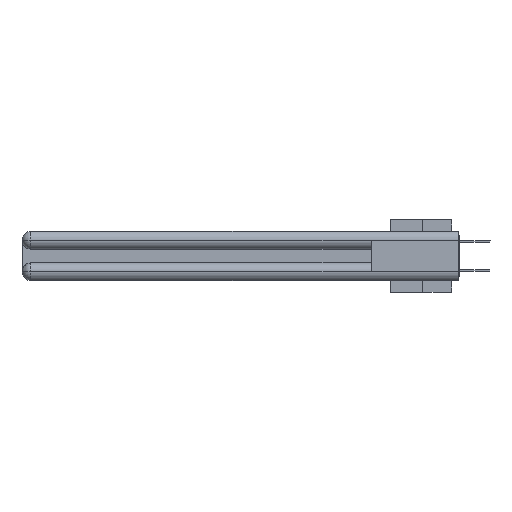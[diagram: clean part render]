
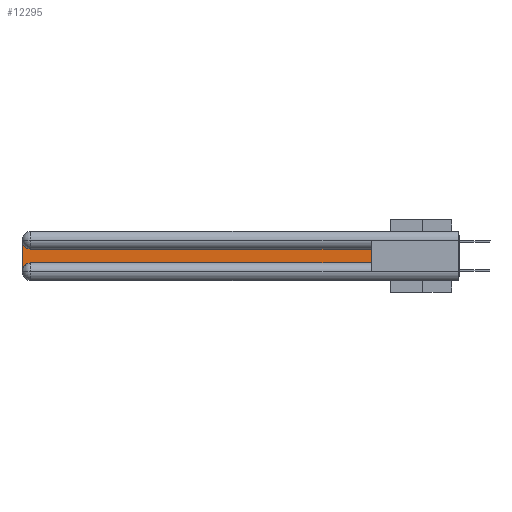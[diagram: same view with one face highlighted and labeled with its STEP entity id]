
A CAD part, left-side view. The second image highlights one B-rep face of the part: STEP entity #12295.
In plain terms, the highlighted planar face has unit normal (-1, 0, 0).
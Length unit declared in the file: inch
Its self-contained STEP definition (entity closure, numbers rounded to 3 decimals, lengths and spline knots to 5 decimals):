
#544 = VERTEX_POINT ( 'NONE', #8062 ) ;
#682 = CARTESIAN_POINT ( 'NONE',  ( 0.075, 3., -0.2175 ) ) ;
#1150 = DIRECTION ( 'NONE',  ( 0., 0., -1. ) ) ;
#1590 = CARTESIAN_POINT ( 'NONE',  ( 0.075, 0.6, -0.1225 ) ) ;
#2105 = AXIS2_PLACEMENT_3D ( 'NONE', #21722, #8984, #21919 ) ;
#3344 = LINE ( 'NONE', #682, #19309 ) ;
#4580 = ORIENTED_EDGE ( 'NONE', *, *, #23625, .T. ) ;
#4721 = CARTESIAN_POINT ( 'NONE',  ( 0.075, 3., -0.1225 ) ) ;
#5222 = CIRCLE ( 'NONE', #27612, 0.06 ) ;
#5611 = DIRECTION ( 'NONE',  ( 0., 0., -1. ) ) ;
#6664 = CARTESIAN_POINT ( 'NONE',  ( 0.075, 3., -0.0625 ) ) ;
#7062 = CARTESIAN_POINT ( 'NONE',  ( 0.075, 0.6, -0.1225 ) ) ;
#7242 = LINE ( 'NONE', #7336, #23584 ) ;
#7336 = CARTESIAN_POINT ( 'NONE',  ( 0.075, 0.6, -0.2175 ) ) ;
#8062 = CARTESIAN_POINT ( 'NONE',  ( 0.075, 3., -0.2775 ) ) ;
#8984 = DIRECTION ( 'NONE',  ( 1., 0., 0. ) ) ;
#9988 = ORIENTED_EDGE ( 'NONE', *, *, #23574, .T. ) ;
#10176 = ORIENTED_EDGE ( 'NONE', *, *, #10703, .T. ) ;
#10440 = VERTEX_POINT ( 'NONE', #30088 ) ;
#10703 = EDGE_CURVE ( 'NONE', #23234, #28844, #5222, .T. ) ;
#11927 = FACE_OUTER_BOUND ( 'NONE', #28771, .T. ) ;
#11990 = VECTOR ( 'NONE', #16980, 39.37008 ) ;
#12295 = ADVANCED_FACE ( 'NONE', ( #11927 ), #22562, .F. ) ;
#12318 = CARTESIAN_POINT ( 'NONE',  ( 0.075, 2.94, -0.2175 ) ) ;
#12389 = ORIENTED_EDGE ( 'NONE', *, *, #32272, .T. ) ;
#12674 = VERTEX_POINT ( 'NONE', #7062 ) ;
#14519 = VECTOR ( 'NONE', #30189, 39.37008 ) ;
#16980 = DIRECTION ( 'NONE',  ( 0., 1., 0. ) ) ;
#17522 = DIRECTION ( 'NONE',  ( 0., 0., -1. ) ) ;
#19052 = ORIENTED_EDGE ( 'NONE', *, *, #22124, .T. ) ;
#19309 = VECTOR ( 'NONE', #5611, 39.37008 ) ;
#19636 = EDGE_CURVE ( 'NONE', #10440, #12674, #7242, .T. ) ;
#20141 = DIRECTION ( 'NONE',  ( 0., 0., 1. ) ) ;
#20218 = DIRECTION ( 'NONE',  ( 1., 0., 0. ) ) ;
#20770 = CIRCLE ( 'NONE', #2105, 0.06 ) ;
#21306 = VERTEX_POINT ( 'NONE', #12318 ) ;
#21373 = CARTESIAN_POINT ( 'NONE',  ( 0.075, 2.94, -0.0625 ) ) ;
#21722 = CARTESIAN_POINT ( 'NONE',  ( 0.075, 2.94, -0.2775 ) ) ;
#21919 = DIRECTION ( 'NONE',  ( 0., 0., -1. ) ) ;
#22124 = EDGE_CURVE ( 'NONE', #28844, #544, #3344, .T. ) ;
#22561 = ORIENTED_EDGE ( 'NONE', *, *, #19636, .T. ) ;
#22562 = PLANE ( 'NONE',  #29997 ) ;
#23234 = VERTEX_POINT ( 'NONE', #30630 ) ;
#23574 = EDGE_CURVE ( 'NONE', #12674, #23234, #26002, .T. ) ;
#23584 = VECTOR ( 'NONE', #20141, 39.37008 ) ;
#23625 = EDGE_CURVE ( 'NONE', #544, #21306, #20770, .T. ) ;
#24611 = CARTESIAN_POINT ( 'NONE',  ( 0.075, 0.6, -0.2175 ) ) ;
#26002 = LINE ( 'NONE', #1590, #11990 ) ;
#27612 = AXIS2_PLACEMENT_3D ( 'NONE', #21373, #29186, #1150 ) ;
#28113 = LINE ( 'NONE', #24611, #14519 ) ;
#28771 = EDGE_LOOP ( 'NONE', ( #9988, #10176, #19052, #4580, #12389, #22561 ) ) ;
#28844 = VERTEX_POINT ( 'NONE', #6664 ) ;
#29186 = DIRECTION ( 'NONE',  ( 1., 0., 0. ) ) ;
#29997 = AXIS2_PLACEMENT_3D ( 'NONE', #4721, #20218, #17522 ) ;
#30088 = CARTESIAN_POINT ( 'NONE',  ( 0.075, 0.6, -0.2175 ) ) ;
#30189 = DIRECTION ( 'NONE',  ( 0., -1., 0. ) ) ;
#30630 = CARTESIAN_POINT ( 'NONE',  ( 0.075, 2.94, -0.1225 ) ) ;
#32272 = EDGE_CURVE ( 'NONE', #21306, #10440, #28113, .T. ) ;
